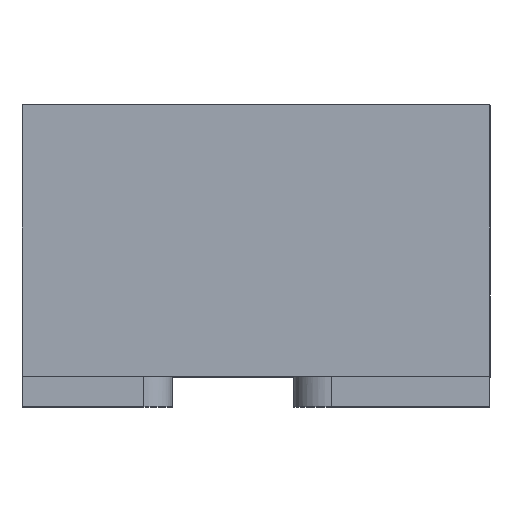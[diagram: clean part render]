
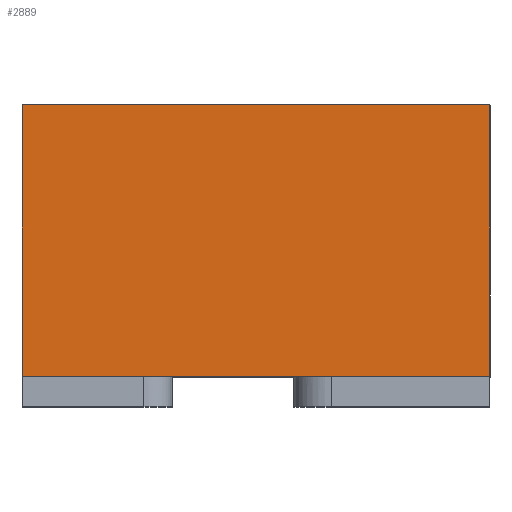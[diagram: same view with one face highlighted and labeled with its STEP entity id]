
A CAD part, top view. The second image highlights one B-rep face of the part: STEP entity #2889.
In plain terms, the highlighted planar face has unit normal (0, 0, 1).
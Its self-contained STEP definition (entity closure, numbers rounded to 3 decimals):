
#57 = DIRECTION ( 'NONE',  ( 1., 0., 0. ) ) ;
#170 = AXIS2_PLACEMENT_3D ( 'NONE', #2098, #257, #285 ) ;
#257 = DIRECTION ( 'NONE',  ( 0., 0., -1. ) ) ;
#285 = DIRECTION ( 'NONE',  ( -1., 0., 0. ) ) ;
#333 = LINE ( 'NONE', #2042, #522 ) ;
#336 = LINE ( 'NONE', #3389, #3068 ) ;
#445 = VECTOR ( 'NONE', #57, 1000. ) ;
#522 = VECTOR ( 'NONE', #2946, 1000. ) ;
#643 = CARTESIAN_POINT ( 'NONE',  ( 0.31, 0.4, 0.31 ) ) ;
#700 = EDGE_CURVE ( 'NONE', #3920, #2714, #336, .T. ) ;
#837 = VERTEX_POINT ( 'NONE', #2273 ) ;
#1040 = LINE ( 'NONE', #3077, #445 ) ;
#1082 = EDGE_CURVE ( 'NONE', #3377, #837, #333, .T. ) ;
#1272 = ORIENTED_EDGE ( 'NONE', *, *, #1082, .F. ) ;
#1328 = LINE ( 'NONE', #2296, #3123 ) ;
#1631 = DIRECTION ( 'NONE',  ( 1., 0., 0. ) ) ;
#1856 = CARTESIAN_POINT ( 'NONE',  ( -0.31, 0.04, 0.31 ) ) ;
#1927 = EDGE_LOOP ( 'NONE', ( #2143, #3473, #3601, #1272 ) ) ;
#2042 = CARTESIAN_POINT ( 'NONE',  ( 0.31, 1.677, 0.31 ) ) ;
#2058 = PLANE ( 'NONE',  #170 ) ;
#2098 = CARTESIAN_POINT ( 'NONE',  ( -0.31, 1.677, 0.31 ) ) ;
#2143 = ORIENTED_EDGE ( 'NONE', *, *, #2780, .F. ) ;
#2193 = DIRECTION ( 'NONE',  ( 0., -1., 0. ) ) ;
#2273 = CARTESIAN_POINT ( 'NONE',  ( 0.31, 0.04, 0.31 ) ) ;
#2296 = CARTESIAN_POINT ( 'NONE',  ( -0.31, 0.4, 0.31 ) ) ;
#2357 = EDGE_CURVE ( 'NONE', #2714, #837, #1040, .T. ) ;
#2584 = CARTESIAN_POINT ( 'NONE',  ( -0.31, 0.4, 0.31 ) ) ;
#2714 = VERTEX_POINT ( 'NONE', #1856 ) ;
#2780 = EDGE_CURVE ( 'NONE', #3920, #3377, #1328, .T. ) ;
#2889 = ADVANCED_FACE ( 'NONE', ( #3346 ), #2058, .F. ) ;
#2946 = DIRECTION ( 'NONE',  ( 0., -1., 0. ) ) ;
#3068 = VECTOR ( 'NONE', #2193, 1000. ) ;
#3077 = CARTESIAN_POINT ( 'NONE',  ( -0.31, 0.04, 0.31 ) ) ;
#3123 = VECTOR ( 'NONE', #1631, 1000. ) ;
#3346 = FACE_OUTER_BOUND ( 'NONE', #1927, .T. ) ;
#3377 = VERTEX_POINT ( 'NONE', #643 ) ;
#3389 = CARTESIAN_POINT ( 'NONE',  ( -0.31, 1.677, 0.31 ) ) ;
#3473 = ORIENTED_EDGE ( 'NONE', *, *, #700, .T. ) ;
#3601 = ORIENTED_EDGE ( 'NONE', *, *, #2357, .T. ) ;
#3920 = VERTEX_POINT ( 'NONE', #2584 ) ;
